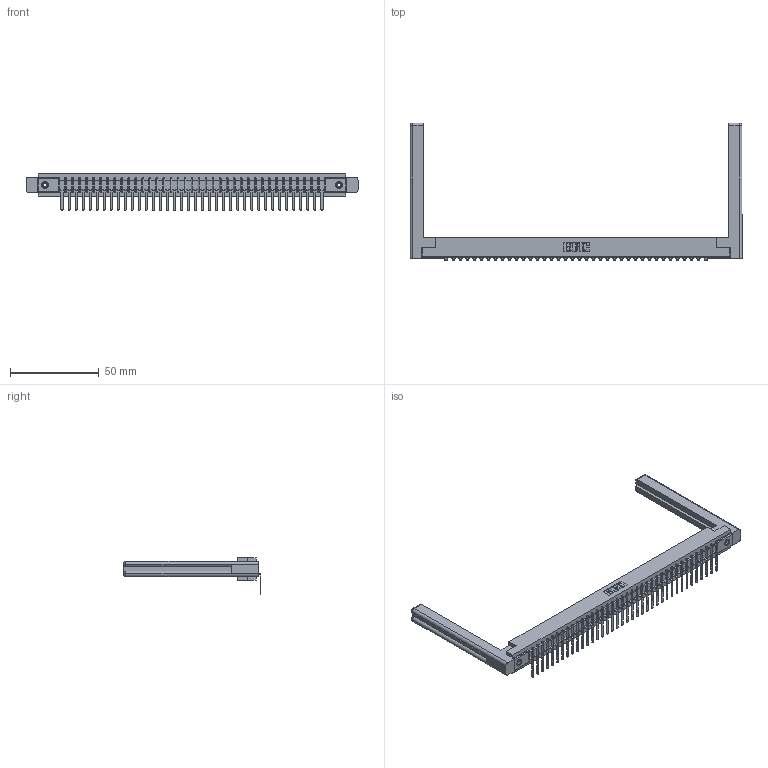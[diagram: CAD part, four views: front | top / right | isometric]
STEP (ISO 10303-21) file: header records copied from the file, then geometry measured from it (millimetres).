
FILE_DESCRIPTION (( 'STEP AP203' ), '1' );
FILE_NAME ('357-038-557-158.STEP', '2019-09-17T08:08:35', ( '' ), ( '' ), 'SwSTEP 2.0', 'SolidWorks 2016', '' );
FILE_SCHEMA (( 'CONFIG_CONTROL_DESIGN' ));
Length unit declared in the file: inch
Products named in the file (5): 345-250-001_345-250-001-102; 307-290-002_557; 307-220-058; 307 Part_.156 Dia Mounting Holes; 357-038-557-158
Assembly tree (43 placements, depth 2):
  357-038-557-158
    307 Part_.156 Dia Mounting Holes
    307-290-002_557  x38
    307-220-058  x2
    345-250-001_345-250-001-102  x2
Bounding box: 187.2 x 77.64 x 20.66 mm (x, y, z)
Volume: 27225.5 mm3; surface area: 30690.2 mm2
Topology: 43 solids, 43 shells, 3263 faces, 9949 edges, 6514 vertices
Faces by surface type: plane 1940, cylinder 1221, sphere 78, torus 12, cone 12
Entity records: 36557 total; most frequent: CARTESIAN_POINT 6175, ORIENTED_EDGE 6104, DIRECTION 5962, EDGE_CURVE 3052, LINE 2332, VECTOR 2332, VERTEX_POINT 1974, AXIS2_PLACEMENT_3D 1815
